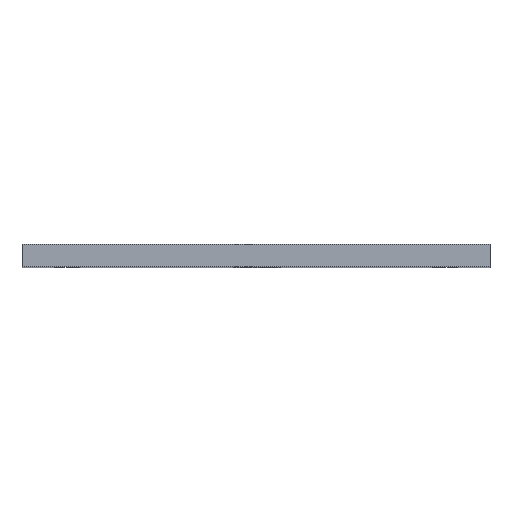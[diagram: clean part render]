
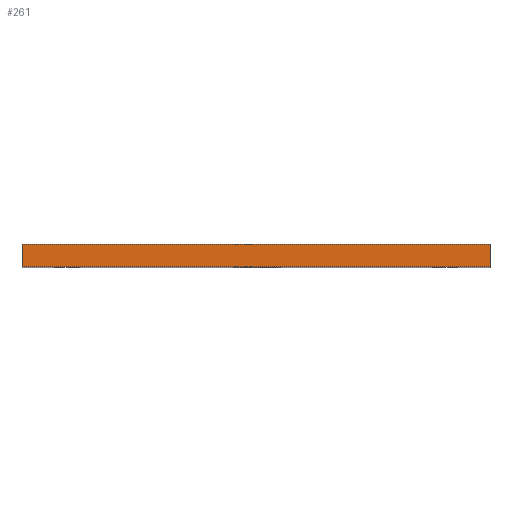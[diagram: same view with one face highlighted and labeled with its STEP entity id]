
A CAD part, top view. The second image highlights one B-rep face of the part: STEP entity #261.
In plain terms, the highlighted planar face has unit normal (0, 0, 1).
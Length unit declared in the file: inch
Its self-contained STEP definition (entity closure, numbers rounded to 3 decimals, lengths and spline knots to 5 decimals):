
#7 = CARTESIAN_POINT ( 'NONE',  ( 5.25, -0.25, 5.5 ) ) ;
#15 = VECTOR ( 'NONE', #191, 39.37008 ) ;
#22 = DIRECTION ( 'NONE',  ( 0., 1., 0. ) ) ;
#86 = FACE_OUTER_BOUND ( 'NONE', #438, .T. ) ;
#128 = LINE ( 'NONE', #196, #15 ) ;
#130 = VERTEX_POINT ( 'NONE', #807 ) ;
#132 = DIRECTION ( 'NONE',  ( 0., 1., 0. ) ) ;
#155 = DIRECTION ( 'NONE',  ( -1., 0., 0. ) ) ;
#161 = ORIENTED_EDGE ( 'NONE', *, *, #194, .F. ) ;
#191 = DIRECTION ( 'NONE',  ( 1., 0., 0. ) ) ;
#194 = EDGE_CURVE ( 'NONE', #130, #293, #277, .T. ) ;
#196 = CARTESIAN_POINT ( 'NONE',  ( -6.5, -0.25, 5.5 ) ) ;
#220 = CARTESIAN_POINT ( 'NONE',  ( -6.5, 0.25, 5.5 ) ) ;
#261 = ADVANCED_FACE ( 'NONE', ( #86 ), #594, .F. ) ;
#263 = CARTESIAN_POINT ( 'NONE',  ( 5.25, -0.25, 5.5 ) ) ;
#277 = LINE ( 'NONE', #402, #347 ) ;
#293 = VERTEX_POINT ( 'NONE', #787 ) ;
#304 = LINE ( 'NONE', #549, #764 ) ;
#347 = VECTOR ( 'NONE', #22, 39.37008 ) ;
#402 = CARTESIAN_POINT ( 'NONE',  ( -5.25, -0.25, 5.5 ) ) ;
#411 = EDGE_CURVE ( 'NONE', #130, #499, #128, .T. ) ;
#438 = EDGE_LOOP ( 'NONE', ( #628, #161, #467, #671 ) ) ;
#467 = ORIENTED_EDGE ( 'NONE', *, *, #411, .T. ) ;
#491 = EDGE_CURVE ( 'NONE', #499, #651, #700, .T. ) ;
#499 = VERTEX_POINT ( 'NONE', #7 ) ;
#537 = VECTOR ( 'NONE', #132, 39.37008 ) ;
#549 = CARTESIAN_POINT ( 'NONE',  ( -6.5, 0.25, 5.5 ) ) ;
#594 = PLANE ( 'NONE',  #720 ) ;
#609 = DIRECTION ( 'NONE',  ( 1., 0., 0. ) ) ;
#617 = CARTESIAN_POINT ( 'NONE',  ( 5.25, 0.25, 5.5 ) ) ;
#628 = ORIENTED_EDGE ( 'NONE', *, *, #668, .F. ) ;
#651 = VERTEX_POINT ( 'NONE', #617 ) ;
#668 = EDGE_CURVE ( 'NONE', #293, #651, #304, .T. ) ;
#671 = ORIENTED_EDGE ( 'NONE', *, *, #491, .T. ) ;
#700 = LINE ( 'NONE', #263, #537 ) ;
#720 = AXIS2_PLACEMENT_3D ( 'NONE', #220, #723, #155 ) ;
#723 = DIRECTION ( 'NONE',  ( 0., 0., -1. ) ) ;
#764 = VECTOR ( 'NONE', #609, 39.37008 ) ;
#787 = CARTESIAN_POINT ( 'NONE',  ( -5.25, 0.25, 5.5 ) ) ;
#807 = CARTESIAN_POINT ( 'NONE',  ( -5.25, -0.25, 5.5 ) ) ;
